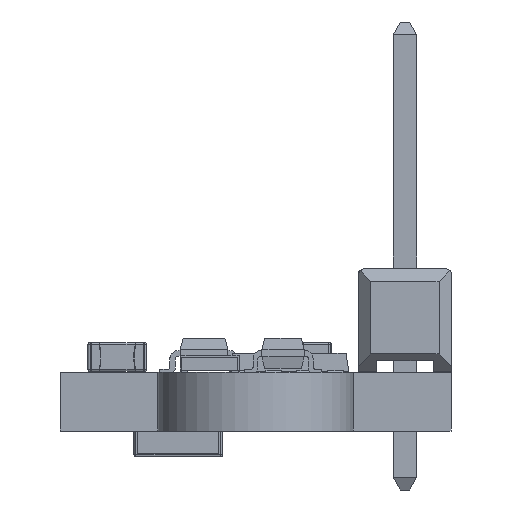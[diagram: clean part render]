
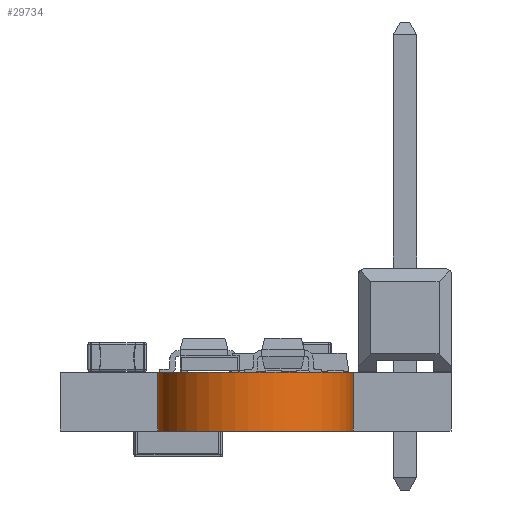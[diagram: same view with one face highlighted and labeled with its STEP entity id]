
A CAD part, left-side view. The second image highlights one B-rep face of the part: STEP entity #29734.
In plain terms, the highlighted free-form (B-spline) face has degree [2, 1] with [5, 2] control points.
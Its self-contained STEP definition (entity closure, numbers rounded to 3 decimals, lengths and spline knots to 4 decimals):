
#29711 = VERTEX_POINT('',#29712);
#29712 = CARTESIAN_POINT('',(-13.0972,-3.4882,0.));
#29719 = VERTEX_POINT('',#29720);
#29720 = CARTESIAN_POINT('',(-13.0972,-3.4882,
    2.1061));
#29725 = EDGE_CURVE('',#29711,#29719,#29726,.T.);
#29726 = B_SPLINE_CURVE_WITH_KNOTS('',1,(#29727,#29728),.UNSPECIFIED.,
  .F.,.F.,(2,2),(0.,1.6),.PIECEWISE_BEZIER_KNOTS.);
#29727 = CARTESIAN_POINT('',(-13.0972,-3.4882,0.));
#29728 = CARTESIAN_POINT('',(-13.0972,-3.4882,
    2.1061));
#29734 = ADVANCED_FACE('',(#29735),#29763,.T.);
#29735 = FACE_BOUND('',#29736,.T.);
#29736 = EDGE_LOOP('',(#29737,#29747,#29748,#29758));
#29737 = ORIENTED_EDGE('',*,*,#29738,.T.);
#29738 = EDGE_CURVE('',#29739,#29711,#29741,.T.);
#29739 = VERTEX_POINT('',#29740);
#29740 = CARTESIAN_POINT('',(-13.0972,3.4882,0.));
#29741 = ( BOUNDED_CURVE() B_SPLINE_CURVE(2,(#29742,#29743,#29744,#29745
,#29746),.UNSPECIFIED.,.F.,.F.) B_SPLINE_CURVE_WITH_KNOTS((3,2,3),(
    1.5708,3.1416,4.7124),
.PIECEWISE_BEZIER_KNOTS.) CURVE() GEOMETRIC_REPRESENTATION_ITEM() 
RATIONAL_B_SPLINE_CURVE((1.,0.707,1.,0.707,1.)) 
REPRESENTATION_ITEM('') );
#29742 = CARTESIAN_POINT('',(-13.0972,3.4882,0.));
#29743 = CARTESIAN_POINT('',(-16.5854,3.4882,0.));
#29744 = CARTESIAN_POINT('',(-16.5854,0.,0.));
#29745 = CARTESIAN_POINT('',(-16.5854,-3.4882,0.));
#29746 = CARTESIAN_POINT('',(-13.0972,-3.4882,0.));
#29747 = ORIENTED_EDGE('',*,*,#29725,.T.);
#29748 = ORIENTED_EDGE('',*,*,#29749,.F.);
#29749 = EDGE_CURVE('',#29750,#29719,#29752,.T.);
#29750 = VERTEX_POINT('',#29751);
#29751 = CARTESIAN_POINT('',(-13.0972,3.4882,
    2.1061));
#29752 = ( BOUNDED_CURVE() B_SPLINE_CURVE(2,(#29753,#29754,#29755,#29756
,#29757),.UNSPECIFIED.,.F.,.F.) B_SPLINE_CURVE_WITH_KNOTS((3,2,3),(
    1.5708,3.1416,4.7124),
.PIECEWISE_BEZIER_KNOTS.) CURVE() GEOMETRIC_REPRESENTATION_ITEM() 
RATIONAL_B_SPLINE_CURVE((1.,0.707,1.,0.707,1.)) 
REPRESENTATION_ITEM('') );
#29753 = CARTESIAN_POINT('',(-13.0972,3.4882,
    2.1061));
#29754 = CARTESIAN_POINT('',(-16.5854,3.4882,
    2.1061));
#29755 = CARTESIAN_POINT('',(-16.5854,0.,
    2.1061));
#29756 = CARTESIAN_POINT('',(-16.5854,-3.4882,
    2.1061));
#29757 = CARTESIAN_POINT('',(-13.0972,-3.4882,
    2.1061));
#29758 = ORIENTED_EDGE('',*,*,#29759,.F.);
#29759 = EDGE_CURVE('',#29739,#29750,#29760,.T.);
#29760 = B_SPLINE_CURVE_WITH_KNOTS('',1,(#29761,#29762),.UNSPECIFIED.,
  .F.,.F.,(2,2),(0.,1.6),.PIECEWISE_BEZIER_KNOTS.);
#29761 = CARTESIAN_POINT('',(-13.0972,3.4882,0.));
#29762 = CARTESIAN_POINT('',(-13.0972,3.4882,
    2.1061));
#29763 = ( BOUNDED_SURFACE() B_SPLINE_SURFACE(2,1,(
    (#29764,#29765)
    ,(#29766,#29767)
    ,(#29768,#29769)
    ,(#29770,#29771)
    ,(#29772,#29773
)),.UNSPECIFIED.,.F.,.F.,.F.) B_SPLINE_SURFACE_WITH_KNOTS((3,2,3),(2,2),
  (4.7124,6.2832,7.854),(0.,1.6),
.PIECEWISE_BEZIER_KNOTS.) GEOMETRIC_REPRESENTATION_ITEM() 
RATIONAL_B_SPLINE_SURFACE((
    (1.,1.)
    ,(0.707,0.707)
    ,(1.,1.)
    ,(0.707,0.707)
,(1.,1.))) REPRESENTATION_ITEM('') SURFACE() );
#29764 = CARTESIAN_POINT('',(-13.0972,3.4882,0.));
#29765 = CARTESIAN_POINT('',(-13.0972,3.4882,
    2.1061));
#29766 = CARTESIAN_POINT('',(-16.5854,3.4882,0.));
#29767 = CARTESIAN_POINT('',(-16.5854,3.4882,
    2.1061));
#29768 = CARTESIAN_POINT('',(-16.5854,0.,0.));
#29769 = CARTESIAN_POINT('',(-16.5854,0.,
    2.1061));
#29770 = CARTESIAN_POINT('',(-16.5854,-3.4882,0.));
#29771 = CARTESIAN_POINT('',(-16.5854,-3.4882,
    2.1061));
#29772 = CARTESIAN_POINT('',(-13.0972,-3.4882,0.));
#29773 = CARTESIAN_POINT('',(-13.0972,-3.4882,
    2.1061));
